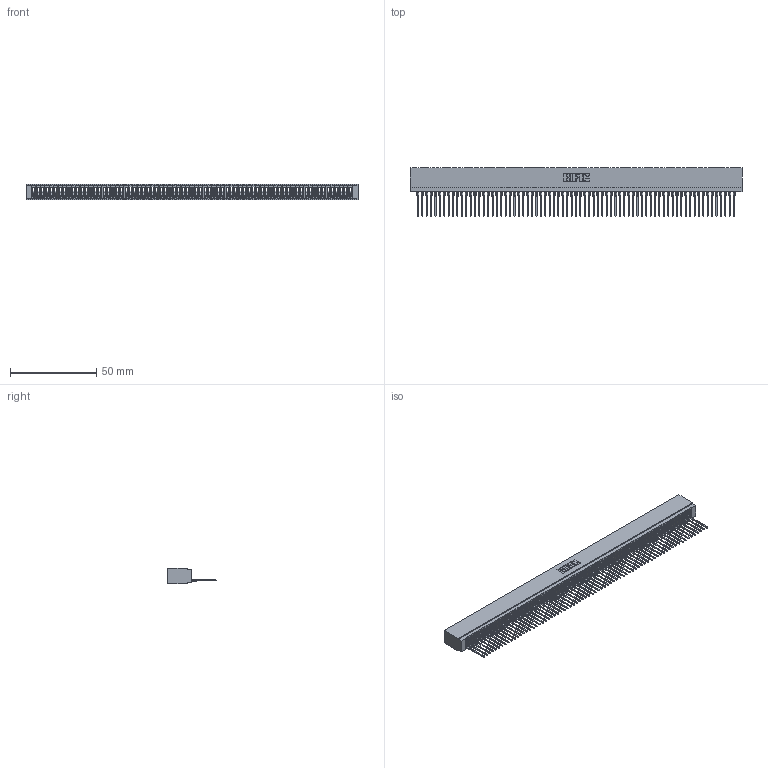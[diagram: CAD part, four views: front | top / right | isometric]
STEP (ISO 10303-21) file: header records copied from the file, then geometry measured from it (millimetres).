
FILE_DESCRIPTION (( 'STEP AP203' ), '1' );
FILE_NAME ('725-073-545-101.STEP', '2026-03-06T01:40:41', ( '' ), ( '' ), 'SwSTEP 2.0', 'SolidWorks 2023', '' );
FILE_SCHEMA (( 'CONFIG_CONTROL_DESIGN' ));
Length unit declared in the file: millimetre
Products named in the file (3): 725-073-545-101; 745-292-001_545; 725 Part_Insulator Option - 01
Assembly tree (74 placements, depth 2):
  725-073-545-101
    725 Part_Insulator Option - 01
    745-292-001_545  x73
Bounding box: 192.02 x 28.21 x 8.89 mm (x, y, z)
Volume: 14613 mm3; surface area: 29757.3 mm2
Topology: 74 solids, 74 shells, 8271 faces, 22738 edges, 14330 vertices
Faces by surface type: plane 4946, bspline 1460, cylinder 1427, torus 438
Entity records: 116293 total; most frequent: CARTESIAN_POINT 20994, ORIENTED_EDGE 20564, DIRECTION 17794, EDGE_CURVE 10282, VECTOR 9662, LINE 9662, VERTEX_POINT 6554, AXIS2_PLACEMENT_3D 4066
